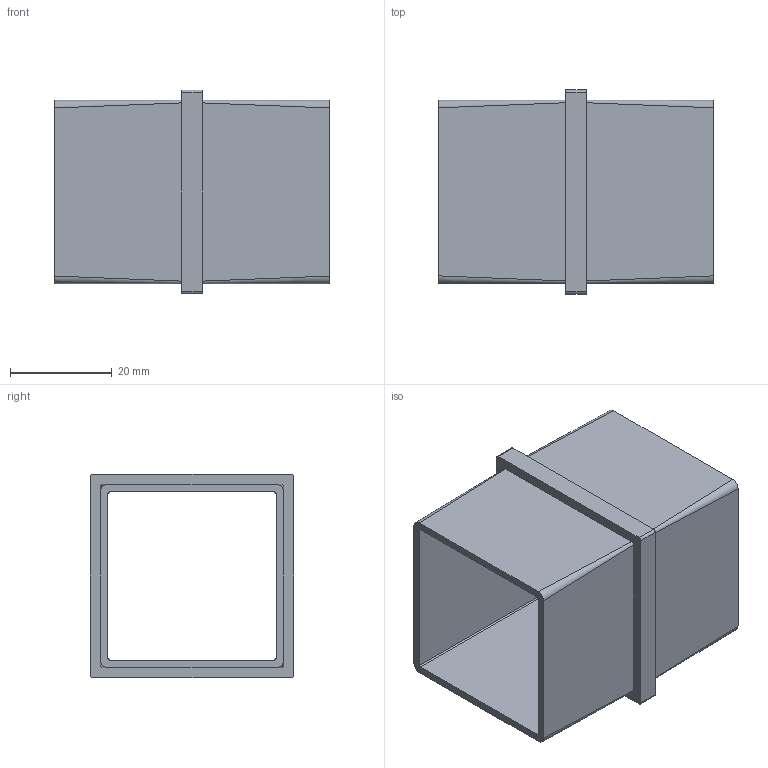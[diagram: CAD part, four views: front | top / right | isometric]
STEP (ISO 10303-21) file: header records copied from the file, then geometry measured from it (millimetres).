
FILE_DESCRIPTION (( 'STEP AP203' ), '1' );
FILE_NAME ('3D_GV1704_40x40x2_188714400.STEP', '2024-10-21T05:49:55', ( '' ), ( '' ), 'SwSTEP 2.0', 'SolidWorks 2024', '' );
FILE_SCHEMA (( 'CONFIG_CONTROL_DESIGN' ));
Length unit declared in the file: millimetre
Products named in the file (1): 3D_GV1704_40x40x2_188714400
Bounding box: 54 x 40 x 40 mm (x, y, z)
Volume: 12347.9 mm3; surface area: 15873.8 mm2
Topology: 1 solids, 1 shells, 36 faces, 96 edges, 64 vertices
Faces by surface type: plane 20, cylinder 8, bspline 8
Entity records: 1397 total; most frequent: CARTESIAN_POINT 509, ORIENTED_EDGE 192, DIRECTION 138, EDGE_CURVE 96, VERTEX_POINT 64, LINE 48, VECTOR 48, AXIS2_PLACEMENT_3D 45
